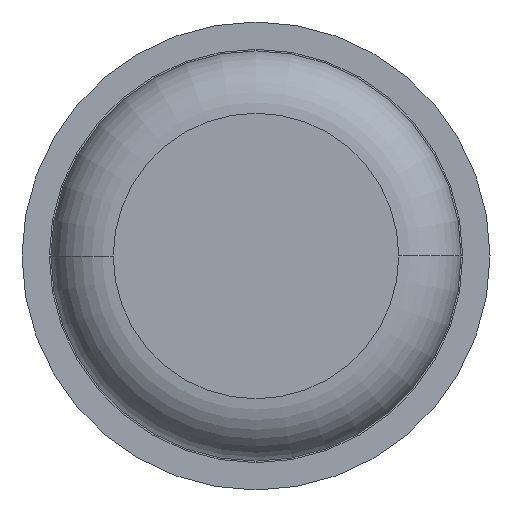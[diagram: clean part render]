
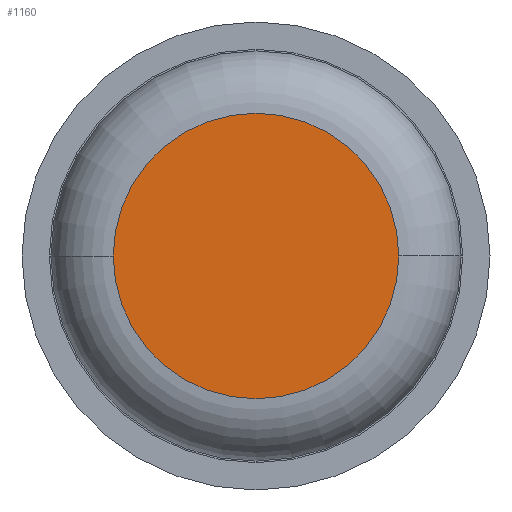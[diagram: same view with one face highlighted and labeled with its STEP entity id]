
A CAD part, front view. The second image highlights one B-rep face of the part: STEP entity #1160.
In plain terms, the highlighted planar face has unit normal (0, -1, 0).
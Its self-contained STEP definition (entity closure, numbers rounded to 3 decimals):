
#38 = DIRECTION ( 'NONE',  ( 0., -1., 0. ) ) ;
#268 = VERTEX_POINT ( 'NONE', #1940 ) ;
#279 = EDGE_CURVE ( 'Defeature ausgef�hrt1_6+Defeature ausgef�hrt1_7+Defeature ausgef�hrt1_7+Defeature ausgef�hrt1_7', #268, #924, #1007, .T. ) ;
#582 = EDGE_CURVE ( 'Defeature ausgef�hrt1_6+Defeature ausgef�hrt1_7+Defeature ausgef�hrt1_7+Defeature ausgef�hrt1_7', #924, #268, #1395, .T. ) ;
#924 = VERTEX_POINT ( 'NONE', #3384 ) ;
#977 = AXIS2_PLACEMENT_3D ( 'NONE', #3807, #1601, #1635 ) ;
#1007 = CIRCLE ( 'NONE', #2867, 0.915 ) ;
#1089 = ORIENTED_EDGE ( 'NONE', *, *, #279, .T. ) ;
#1160 = ADVANCED_FACE ( 'Defeature ausgef�hrt1_6', ( #1588 ), #2213, .F. ) ;
#1294 = CARTESIAN_POINT ( 'NONE',  ( 0., 0., 0. ) ) ;
#1395 = CIRCLE ( 'NONE', #977, 0.915 ) ;
#1588 = FACE_OUTER_BOUND ( 'NONE', #2677, .T. ) ;
#1601 = DIRECTION ( 'NONE',  ( 0., -1., 0. ) ) ;
#1635 = DIRECTION ( 'NONE',  ( -1., 0., 0. ) ) ;
#1862 = DIRECTION ( 'NONE',  ( -1., 0., 0. ) ) ;
#1873 = DIRECTION ( 'NONE',  ( 0., 1., 0. ) ) ;
#1905 = CARTESIAN_POINT ( 'NONE',  ( 0., 0., 0. ) ) ;
#1940 = CARTESIAN_POINT ( 'NONE',  ( 0.915, 0., 0. ) ) ;
#2213 = PLANE ( 'NONE',  #2656 ) ;
#2656 = AXIS2_PLACEMENT_3D ( 'NONE', #1905, #1873, #1862 ) ;
#2677 = EDGE_LOOP ( 'NONE', ( #3311, #1089 ) ) ;
#2867 = AXIS2_PLACEMENT_3D ( 'NONE', #1294, #38, #3506 ) ;
#3311 = ORIENTED_EDGE ( 'NONE', *, *, #582, .T. ) ;
#3384 = CARTESIAN_POINT ( 'NONE',  ( -0.915, 0., 0. ) ) ;
#3506 = DIRECTION ( 'NONE',  ( -1., 0., 0. ) ) ;
#3807 = CARTESIAN_POINT ( 'NONE',  ( 0., 0., 0. ) ) ;
